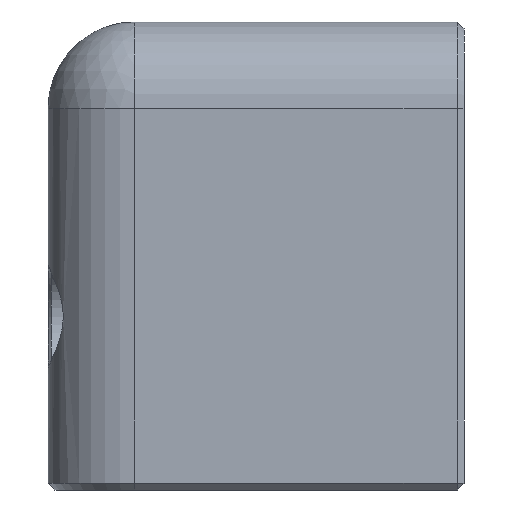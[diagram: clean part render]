
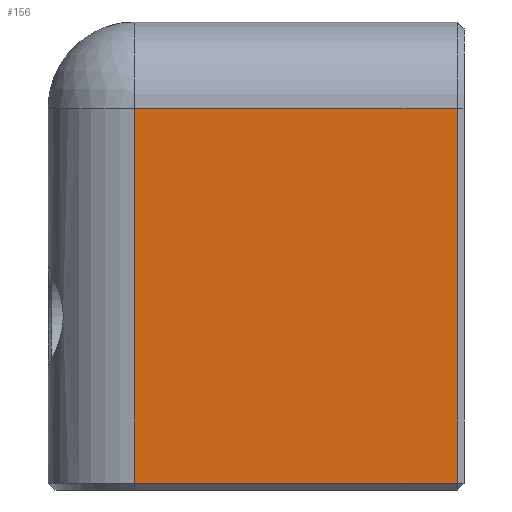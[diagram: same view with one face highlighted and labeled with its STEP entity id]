
A CAD part, front view. The second image highlights one B-rep face of the part: STEP entity #156.
In plain terms, the highlighted planar face has unit normal (0, -1, 0).
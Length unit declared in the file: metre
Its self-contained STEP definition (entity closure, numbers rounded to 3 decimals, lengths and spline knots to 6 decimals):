
#156 = ADVANCED_FACE( '', ( #391 ), #392, .T. );
#391 = FACE_OUTER_BOUND( '', #1736, .T. );
#392 = PLANE( '', #1737 );
#1736 = EDGE_LOOP( '', ( #9260, #9261, #9262, #9263 ) );
#1737 = AXIS2_PLACEMENT_3D( '', #9264, #9265, #9266 );
#9260 = ORIENTED_EDGE( '', *, *, #10021, .T. );
#9261 = ORIENTED_EDGE( '', *, *, #10022, .T. );
#9262 = ORIENTED_EDGE( '', *, *, #10023, .T. );
#9263 = ORIENTED_EDGE( '', *, *, #10024, .T. );
#9264 = CARTESIAN_POINT( '', ( 0.024, -0.03, 0.0135 ) );
#9265 = DIRECTION( '', ( 0., -1., 0. ) );
#9266 = DIRECTION( '', ( 0., 0., -1. ) );
#10021 = EDGE_CURVE( '', #10396, #10397, #10398, .T. );
#10022 = EDGE_CURVE( '', #10397, #10326, #10399, .T. );
#10023 = EDGE_CURVE( '', #10326, #10400, #10401, .T. );
#10024 = EDGE_CURVE( '', #10400, #10396, #10402, .F. );
#10326 = VERTEX_POINT( '', #11756 );
#10396 = VERTEX_POINT( '', #12398 );
#10397 = VERTEX_POINT( '', #12399 );
#10398 = LINE( '', #12400, #12401 );
#10399 = LINE( '', #12402, #12403 );
#10400 = VERTEX_POINT( '', #12404 );
#10401 = LINE( '', #12405, #12406 );
#10402 = LINE( '', #12407, #12408 );
#11756 = CARTESIAN_POINT( '', ( 0.0236, -0.03, 0.022 ) );
#12398 = CARTESIAN_POINT( '', ( 0.005, -0.03, 0.0004 ) );
#12399 = CARTESIAN_POINT( '', ( 0.0236, -0.03, 0.0004 ) );
#12400 = CARTESIAN_POINT( '', ( 0.024, -0.03, 0.0004 ) );
#12401 = VECTOR( '', #15491, 1. );
#12402 = CARTESIAN_POINT( '', ( 0.0236, -0.03, 0.0135 ) );
#12403 = VECTOR( '', #15492, 1. );
#12404 = CARTESIAN_POINT( '', ( 0.005, -0.03, 0.022 ) );
#12405 = CARTESIAN_POINT( '', ( 0.024, -0.03, 0.022 ) );
#12406 = VECTOR( '', #15493, 1. );
#12407 = CARTESIAN_POINT( '', ( 0.005, -0.03, 0.0135 ) );
#12408 = VECTOR( '', #15494, 1. );
#15491 = DIRECTION( '', ( 1., 0., 0. ) );
#15492 = DIRECTION( '', ( 0., 0., 1. ) );
#15493 = DIRECTION( '', ( -1., 0., 0. ) );
#15494 = DIRECTION( '', ( 0., 0., 1. ) );
